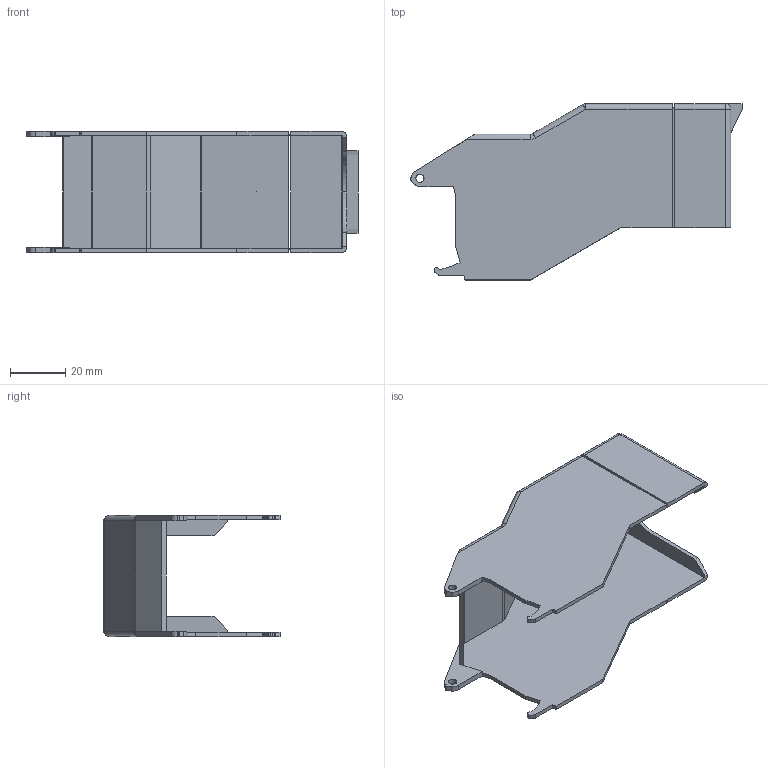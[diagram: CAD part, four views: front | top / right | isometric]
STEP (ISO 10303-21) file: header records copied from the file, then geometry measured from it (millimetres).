
FILE_DESCRIPTION (( 'STEP AP214' ), '1' );
FILE_NAME ('M17203.STEP', '2018-02-01T13:46:47', ( '' ), ( '' ), 'SwSTEP 2.0', 'SolidWorks 2017', '' );
FILE_SCHEMA (( 'AUTOMOTIVE_DESIGN' ));
Length unit declared in the file: millimetre
Products named in the file (1): M17203
Bounding box: 120.6 x 64 x 44 mm (x, y, z)
Volume: 22852 mm3; surface area: 31742.3 mm2
Topology: 1 solids, 2 shells, 129 faces, 364 edges, 231 vertices
Faces by surface type: plane 75, cylinder 46, sphere 4, torus 4
Entity records: 4148 total; most frequent: CARTESIAN_POINT 731, ORIENTED_EDGE 716, DIRECTION 710, EDGE_CURVE 358, VECTOR 258, LINE 258, VERTEX_POINT 231, AXIS2_PLACEMENT_3D 226
